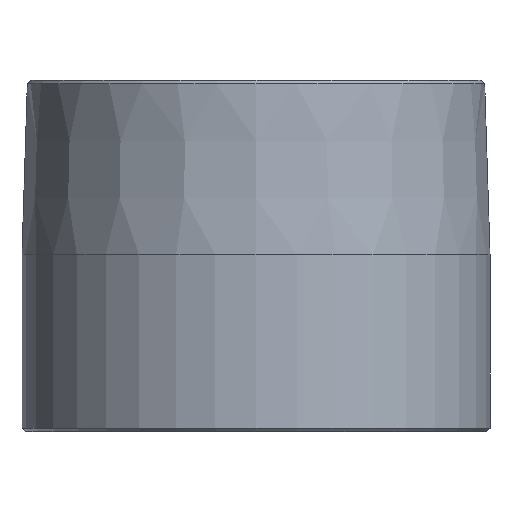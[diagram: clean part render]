
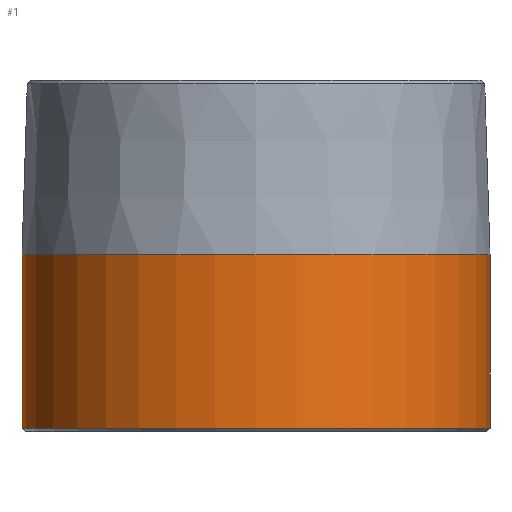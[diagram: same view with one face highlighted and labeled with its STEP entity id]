
A CAD part, front view. The second image highlights one B-rep face of the part: STEP entity #1.
In plain terms, the highlighted cylindrical face has radius 44.45 mm (diameter 88.9 mm), a partial arc.
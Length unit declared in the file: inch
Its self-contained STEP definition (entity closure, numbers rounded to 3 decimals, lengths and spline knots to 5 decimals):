
#1 = ADVANCED_FACE ( 'NONE', ( #122 ), #369, .T. ) ;
#6 = EDGE_LOOP ( 'NONE', ( #265, #186, #261, #391 ) ) ;
#34 = VERTEX_POINT ( 'NONE', #317 ) ;
#71 = AXIS2_PLACEMENT_3D ( 'NONE', #168, #410, #96 ) ;
#96 = DIRECTION ( 'NONE',  ( -1., 0., 0. ) ) ;
#100 = EDGE_CURVE ( 'NONE', #500, #489, #129, .T. ) ;
#101 = LINE ( 'NONE', #384, #156 ) ;
#122 = FACE_OUTER_BOUND ( 'NONE', #6, .T. ) ;
#128 = CARTESIAN_POINT ( 'NONE',  ( 0., 0., 0.025 ) ) ;
#129 = LINE ( 'NONE', #284, #227 ) ;
#156 = VECTOR ( 'NONE', #331, 39.37008 ) ;
#168 = CARTESIAN_POINT ( 'NONE',  ( 0., 0., 2.625 ) ) ;
#181 = EDGE_CURVE ( 'NONE', #500, #34, #424, .T. ) ;
#185 = DIRECTION ( 'NONE',  ( 0., 0., -1. ) ) ;
#186 = ORIENTED_EDGE ( 'NONE', *, *, #181, .T. ) ;
#198 = AXIS2_PLACEMENT_3D ( 'NONE', #211, #453, #260 ) ;
#211 = CARTESIAN_POINT ( 'NONE',  ( 0., 0., 1.3225 ) ) ;
#227 = VECTOR ( 'NONE', #185, 39.37008 ) ;
#238 = EDGE_CURVE ( 'NONE', #34, #327, #101, .T. ) ;
#241 = CARTESIAN_POINT ( 'NONE',  ( 1.75, 0., 1.3225 ) ) ;
#260 = DIRECTION ( 'NONE',  ( -1., 0., 0. ) ) ;
#261 = ORIENTED_EDGE ( 'NONE', *, *, #238, .T. ) ;
#265 = ORIENTED_EDGE ( 'NONE', *, *, #100, .F. ) ;
#278 = CARTESIAN_POINT ( 'NONE',  ( 1.75, 0., 0.025 ) ) ;
#284 = CARTESIAN_POINT ( 'NONE',  ( 1.75, 0., 2.625 ) ) ;
#304 = CARTESIAN_POINT ( 'NONE',  ( -1.75, 0., 0.025 ) ) ;
#317 = CARTESIAN_POINT ( 'NONE',  ( -1.75, 0., 1.3225 ) ) ;
#327 = VERTEX_POINT ( 'NONE', #304 ) ;
#331 = DIRECTION ( 'NONE',  ( 0., 0., -1. ) ) ;
#349 = CIRCLE ( 'NONE', #406, 1.75 ) ;
#361 = DIRECTION ( 'NONE',  ( 1., 0., 0. ) ) ;
#368 = DIRECTION ( 'NONE',  ( 0., 0., 1. ) ) ;
#369 = CYLINDRICAL_SURFACE ( 'NONE', #71, 1.75 ) ;
#384 = CARTESIAN_POINT ( 'NONE',  ( -1.75, 0., 2.625 ) ) ;
#391 = ORIENTED_EDGE ( 'NONE', *, *, #469, .T. ) ;
#406 = AXIS2_PLACEMENT_3D ( 'NONE', #128, #368, #361 ) ;
#410 = DIRECTION ( 'NONE',  ( 0., 0., -1. ) ) ;
#424 = CIRCLE ( 'NONE', #198, 1.75 ) ;
#453 = DIRECTION ( 'NONE',  ( 0., 0., -1. ) ) ;
#469 = EDGE_CURVE ( 'NONE', #327, #489, #349, .T. ) ;
#489 = VERTEX_POINT ( 'NONE', #278 ) ;
#500 = VERTEX_POINT ( 'NONE', #241 ) ;
